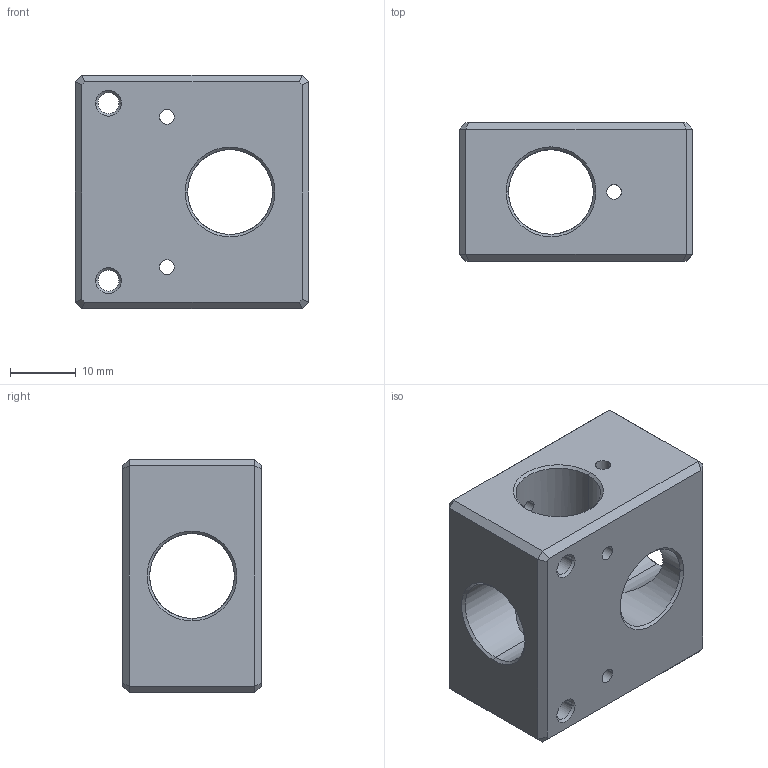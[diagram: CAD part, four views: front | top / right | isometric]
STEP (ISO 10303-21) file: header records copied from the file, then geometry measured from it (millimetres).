
FILE_DESCRIPTION((''),'2;1');
FILE_NAME('156734_SW','2011-09-15T',('banengservice'),('BANNER ENGINEERING'),'PRO/ENGINEER BY PARAMETRIC TECHNOLOGY CORPORATION, 2009141','PRO/ENGINEER BY PARAMETRIC TECHNOLOGY CORPORATION, 2009141','');
FILE_SCHEMA(('CONFIG_CONTROL_DESIGN'));
Length unit declared in the file: inch
Products named in the file (1): 156734_SW
Bounding box: 35.56 x 21.08 x 35.56 mm (x, y, z)
Volume: 16768.7 mm3; surface area: 7483.2 mm2
Topology: 1 solids, 1 shells, 76 faces, 194 edges, 114 vertices
Faces by surface type: cylinder 30, plane 26, cone 20
Entity records: 2600 total; most frequent: CARTESIAN_POINT 722, ORIENTED_EDGE 388, DIRECTION 362, EDGE_CURVE 194, AXIS2_PLACEMENT_3D 128, VERTEX_POINT 114, VECTOR 106, LINE 106
